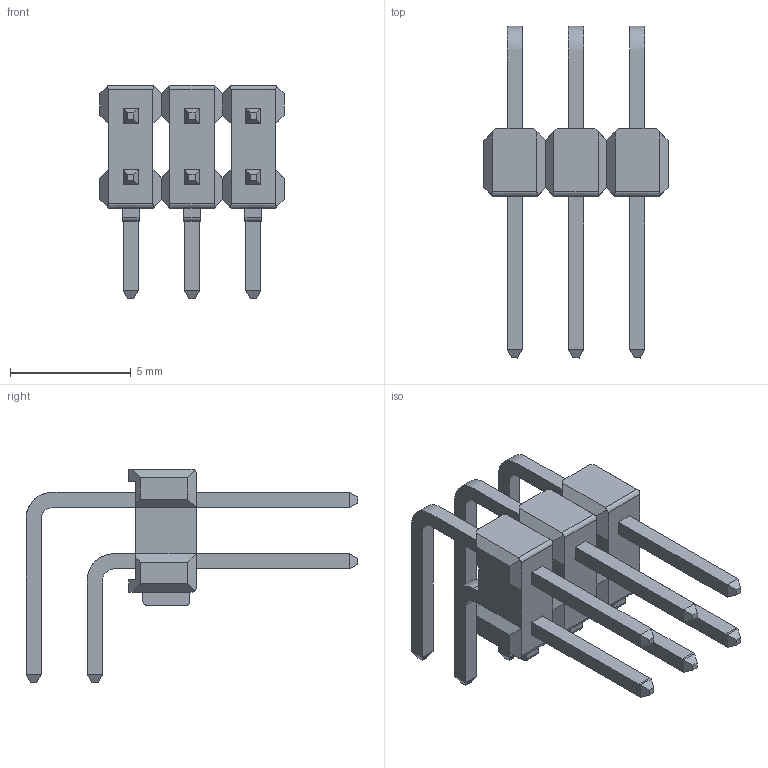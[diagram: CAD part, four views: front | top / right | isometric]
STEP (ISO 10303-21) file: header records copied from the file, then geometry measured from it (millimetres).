
FILE_DESCRIPTION(/* description */ (''),/* implementation_level */ '2;1');
FILE_NAME(/* name */ 'PIE251~1',/* time_stamp */ '2014-06-22T10:17:03+02:00',/* author */ (''),/* organization */ (''),/* preprocessor_version */ 'ST-DEVELOPER v14',/* originating_system */ '',/* authorisation */ '');
FILE_SCHEMA (('AUTOMOTIVE_DESIGN'));
Length unit declared in the file: millimetre
Products named in the file (1): Document
Bounding box: 7.62 x 13.74 x 8.83 mm (x, y, z)
Volume: 127.3 mm3; surface area: 510.8 mm2
Topology: 9 solids, 9 shells, 240 faces, 604 edges, 387 vertices
Faces by surface type: plane 201, bspline 39
Entity records: 14122 total; most frequent: CARTESIAN_POINT 5795, B_SPLINE_CURVE_WITH_KNOTS 1642, ORIENTED_EDGE 1194, PCURVE 1194, DEFINITIONAL_REPRESENTATION 1194, SURFACE_CURVE 597, EDGE_CURVE 597, VERTEX_POINT 378
